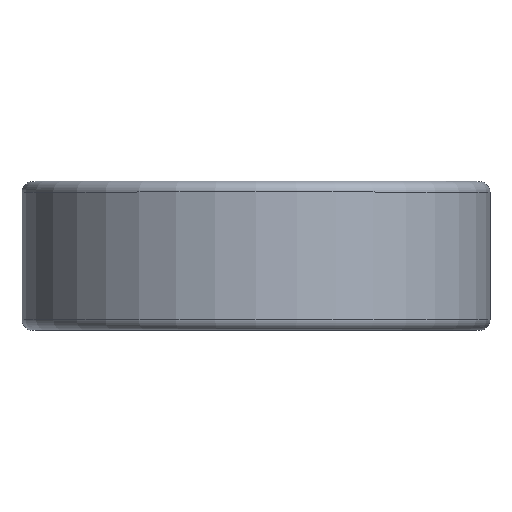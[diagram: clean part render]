
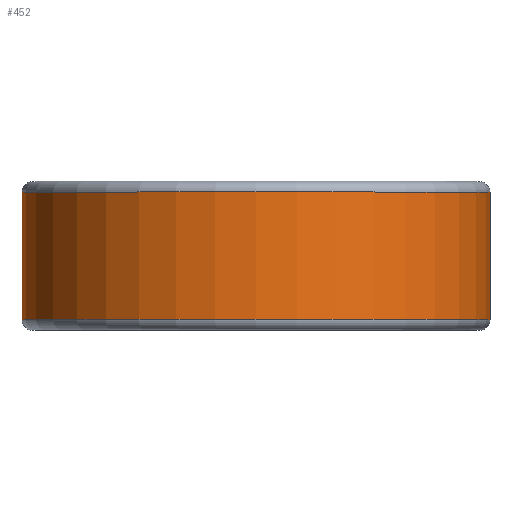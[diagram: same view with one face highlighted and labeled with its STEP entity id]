
A CAD part, top view. The second image highlights one B-rep face of the part: STEP entity #452.
In plain terms, the highlighted cylindrical face has radius 11 mm (diameter 22 mm), a full revolution.
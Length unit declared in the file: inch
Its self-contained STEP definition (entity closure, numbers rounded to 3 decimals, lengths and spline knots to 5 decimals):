
#72=FACE_OUTER_BOUND('',#109,.T.);
#109=EDGE_LOOP('',(#332,#333,#334,#335,#336,#337));
#148=LINE('',#800,#158);
#158=VECTOR('',#625,0.43307);
#174=CIRCLE('',#520,0.43307);
#175=CIRCLE('',#521,0.43307);
#176=CIRCLE('',#522,0.43307);
#177=CIRCLE('',#523,0.43307);
#223=VERTEX_POINT('',#795);
#224=VERTEX_POINT('',#796);
#225=VERTEX_POINT('',#799);
#226=VERTEX_POINT('',#801);
#271=EDGE_CURVE('',#223,#224,#174,.T.);
#272=EDGE_CURVE('',#224,#223,#175,.T.);
#273=EDGE_CURVE('',#223,#225,#148,.T.);
#274=EDGE_CURVE('',#225,#226,#176,.F.);
#275=EDGE_CURVE('',#226,#225,#177,.F.);
#332=ORIENTED_EDGE('',*,*,#271,.T.);
#333=ORIENTED_EDGE('',*,*,#272,.T.);
#334=ORIENTED_EDGE('',*,*,#273,.T.);
#335=ORIENTED_EDGE('',*,*,#274,.T.);
#336=ORIENTED_EDGE('',*,*,#275,.T.);
#337=ORIENTED_EDGE('',*,*,#273,.F.);
#440=CYLINDRICAL_SURFACE('',#519,0.43307);
#452=ADVANCED_FACE('',(#72),#440,.T.);
#519=AXIS2_PLACEMENT_3D('',#794,#619,#620);
#520=AXIS2_PLACEMENT_3D('',#797,#621,#622);
#521=AXIS2_PLACEMENT_3D('',#798,#623,#624);
#522=AXIS2_PLACEMENT_3D('',#802,#626,#627);
#523=AXIS2_PLACEMENT_3D('',#803,#628,#629);
#619=DIRECTION('center_axis',(0.,-1.,0.));
#620=DIRECTION('ref_axis',(0.,0.,-1.));
#621=DIRECTION('center_axis',(0.,1.,0.));
#622=DIRECTION('ref_axis',(0.,0.,1.));
#623=DIRECTION('center_axis',(0.,1.,0.));
#624=DIRECTION('ref_axis',(0.,0.,1.));
#625=DIRECTION('',(0.,1.,0.));
#626=DIRECTION('center_axis',(0.,1.,0.));
#627=DIRECTION('ref_axis',(0.,0.,1.));
#628=DIRECTION('center_axis',(0.,1.,0.));
#629=DIRECTION('ref_axis',(0.,0.,1.));
#794=CARTESIAN_POINT('Origin',(0.,0.1378,0.));
#795=CARTESIAN_POINT('',(0.,-0.1178,0.43307));
#796=CARTESIAN_POINT('',(0.,-0.1178,-0.43307));
#797=CARTESIAN_POINT('Origin',(0.,-0.1178,0.));
#798=CARTESIAN_POINT('Origin',(0.,-0.1178,0.));
#799=CARTESIAN_POINT('',(0.,0.1178,0.43307));
#800=CARTESIAN_POINT('',(0.,0.1378,0.43307));
#801=CARTESIAN_POINT('',(0.,0.1178,-0.43307));
#802=CARTESIAN_POINT('Origin',(0.,0.1178,0.));
#803=CARTESIAN_POINT('Origin',(0.,0.1178,0.));
